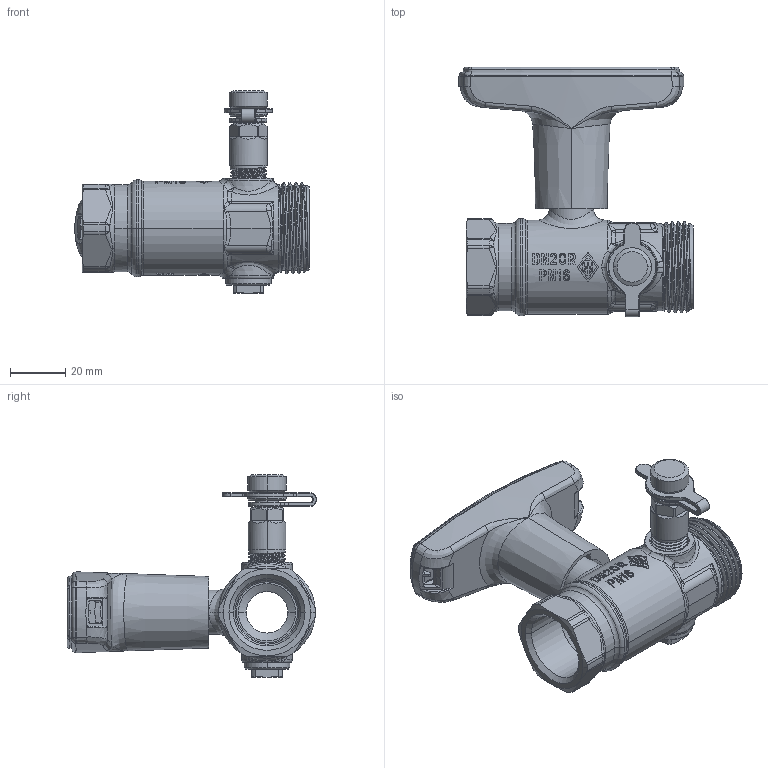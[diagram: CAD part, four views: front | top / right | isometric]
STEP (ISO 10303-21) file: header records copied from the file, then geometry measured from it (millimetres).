
FILE_DESCRIPTION((''),'2;1');
FILE_NAME('9339-02-800-KUGELHAHN','2016-06-02T',('marann'),(''),'PRO/ENGINEER BY PARAMETRIC TECHNOLOGY CORPORATION, 2011490','PRO/ENGINEER BY PARAMETRIC TECHNOLOGY CORPORATION, 2011490','');
FILE_SCHEMA(('CONFIG_CONTROL_DESIGN'));
Length unit declared in the file: millimetre
Products named in the file (1): 9339-02-800-KUGELHAHN
Bounding box: 84.65 x 90.15 x 73.2 mm (x, y, z)
Volume: 57567.4 mm3; surface area: 47838.5 mm2
Topology: 2 solids, 3 shells, 2168 faces, 5751 edges, 3676 vertices
Faces by surface type: plane 1228, cylinder 427, bspline 233, torus 128, cone 114, sphere 28, extrusion 10
Entity records: 93564 total; most frequent: CARTESIAN_POINT 41928, ORIENTED_EDGE 11498, DIRECTION 9621, EDGE_CURVE 5749, VERTEX_POINT 3676, VECTOR 3481, LINE 3471, AXIS2_PLACEMENT_3D 3070
